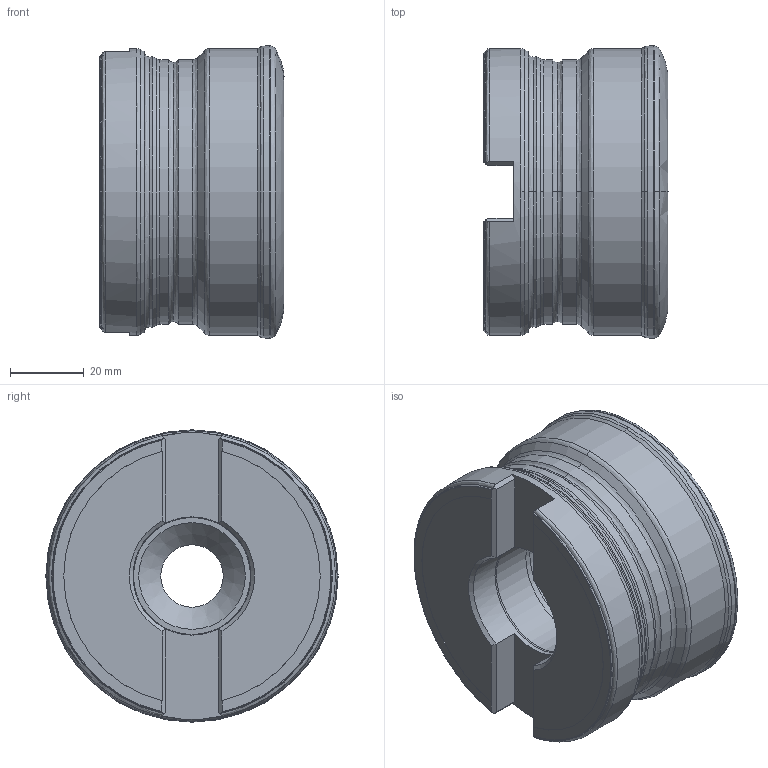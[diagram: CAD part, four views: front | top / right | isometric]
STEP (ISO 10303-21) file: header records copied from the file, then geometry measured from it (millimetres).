
FILE_DESCRIPTION (( 'STEP AP214' ), '1' );
FILE_NAME ('00PP-080-545-6.STEP', '2013-11-05T13:52:21', ( '' ), ( '' ), 'SwSTEP 2.0', 'SolidWorks 2013', '' );
FILE_SCHEMA (( 'AUTOMOTIVE_DESIGN' ));
Length unit declared in the file: millimetre
Products named in the file (1): 00PP-080-545-6
Bounding box: 50.05 x 79.49 x 79.49 mm (x, y, z)
Volume: 187664.5 mm3; surface area: 26327.2 mm2
Topology: 1 solids, 1 shells, 83 faces, 199 edges, 120 vertices
Faces by surface type: bspline 36, plane 22, cone 14, cylinder 11
Full cylindrical faces by diameter (mm): 17 x1, 25 x1, 31.8 x1, 32.15 x1, 32.3 x1, 72 x2, 78 x2
Entity records: 2726 total; most frequent: CARTESIAN_POINT 1122, ORIENTED_EDGE 350, DIRECTION 290, EDGE_CURVE 175, AXIS2_PLACEMENT_3D 127, VERTEX_POINT 115, EDGE_LOOP 106, FACE_OUTER_BOUND 92
